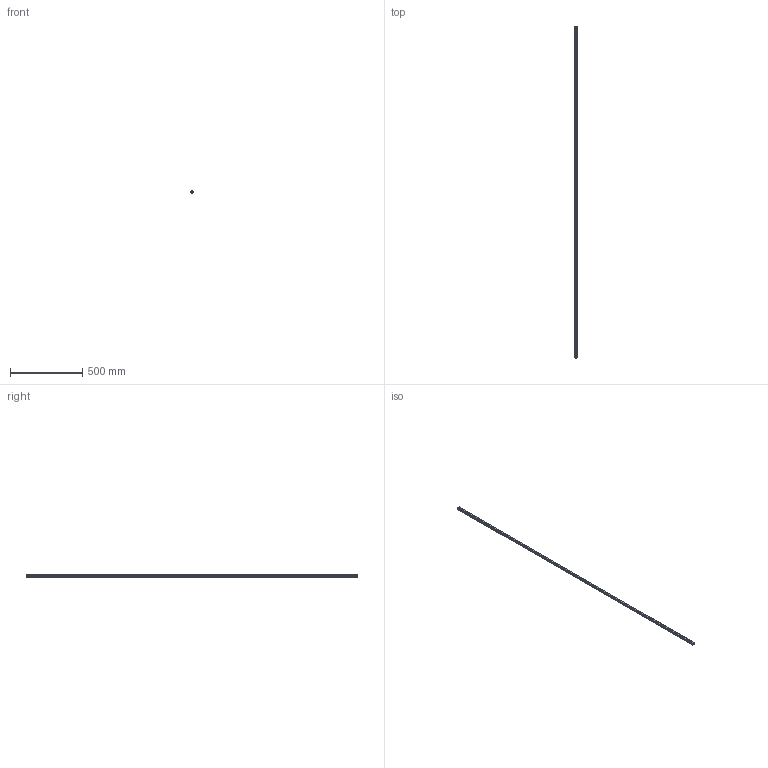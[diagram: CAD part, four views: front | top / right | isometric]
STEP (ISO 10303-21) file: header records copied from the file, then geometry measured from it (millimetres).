
FILE_DESCRIPTION(('STEP AP214'),'1');
FILE_NAME('cctmp_6A30FC2D-E534-40CC-9737-F41DE79A0F93_2021_01_19_14_44_42_0382..stp','2021-01-19T13:44:42',('HIWIN GmbH'),('CADClick - www.CADClick.com'),'Spatial InterOp 3D',' ','unknown authorization');
FILE_SCHEMA(('AUTOMOTIVE_DESIGN'));
Length unit declared in the file: millimetre
Products named in the file (1): HGR15T2290C_FILE
Bounding box: 15 x 2290 x 15 mm (x, y, z)
Volume: 429882.7 mm3; surface area: 145325.2 mm2
Topology: 1 solids, 1 shells, 267 faces, 707 edges, 408 vertices
Faces by surface type: cylinder 102, plane 89, cone 76
Entity records: 9825 total; most frequent: DIRECTION 1371, CARTESIAN_POINT 1307, ORIENTED_EDGE 1262, EDGE_CURVE 631, AXIS2_PLACEMENT_3D 472, LINE 427, VECTOR 427, VERTEX_POINT 408
